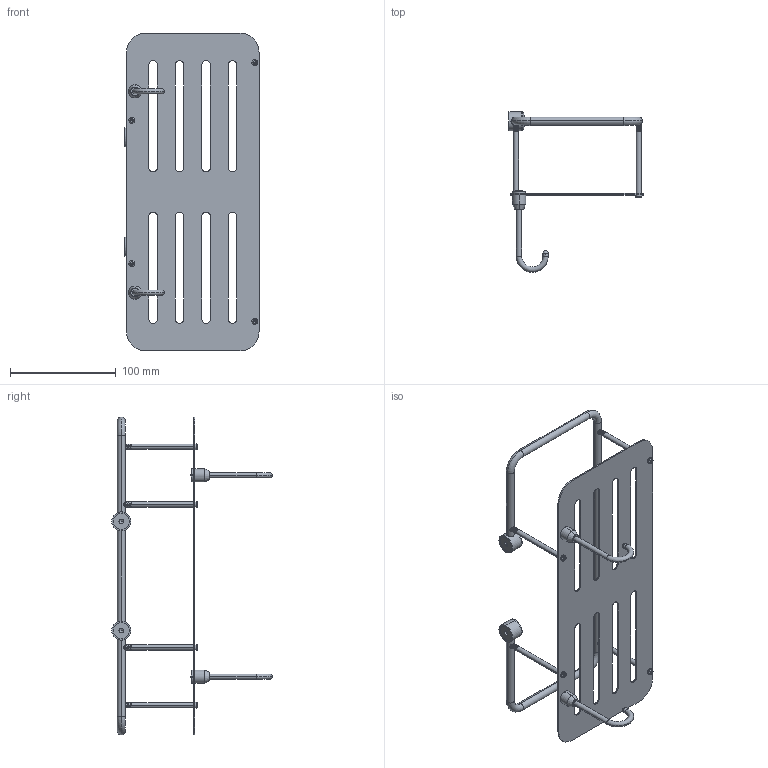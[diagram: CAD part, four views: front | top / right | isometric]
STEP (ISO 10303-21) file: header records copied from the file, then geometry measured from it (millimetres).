
FILE_DESCRIPTION (( 'STEP AP203' ), '1' );
FILE_NAME ('8199-1.STEP', '2025-08-07T00:50:26', ( '' ), ( '' ), 'SwSTEP 2.0', 'SolidWorks 2018', '' );
FILE_SCHEMA (( 'CONFIG_CONTROL_DESIGN' ));
Length unit declared in the file: millimetre
Products named in the file (11): 8020厙殤饜璃 ; 53唌踫殤境像; 8197厙殤諉芛; 8197婂厙諉奪; 8199-1厙殤畟像; 8199厙遺; 8197婂厙蹟佪M4x70; 8199-1婂厙菁啣; 8199-1厙殤畟像諉裝; 8199-1网架衣钩接杆螺丝; 8199-1
Assembly tree (20 placements, depth 3):
  8199-1
    8199-1婂厙菁啣
    8197婂厙諉奪  x4
    8199厙遺
    8197厙殤諉芛  x2
    8197婂厙蹟佪M4x70  x4
    8020厙殤饜璃   x2
    8199-1厙殤畟像  x2
      8199-1厙殤畟像諉裝
      53唌踫殤境像
    8199-1网架衣钩接杆螺丝  x2
Bounding box: 126.5 x 151.45 x 300 mm (x, y, z)
Volume: 84300.7 mm3; surface area: 102610.3 mm2
Topology: 20 solids, 20 shells, 540 faces, 1312 edges, 818 vertices
Faces by surface type: cylinder 262, plane 186, cone 48, torus 28, bspline 12, sphere 4
Entity records: 11076 total; most frequent: CARTESIAN_POINT 3382, DIRECTION 1374, ORIENTED_EDGE 1268, EDGE_CURVE 634, AXIS2_PLACEMENT_3D 551, VERTEX_POINT 402, EDGE_LOOP 312, LINE 272
